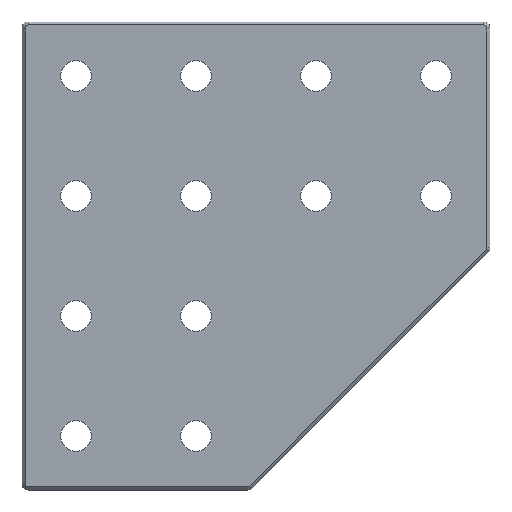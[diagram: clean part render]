
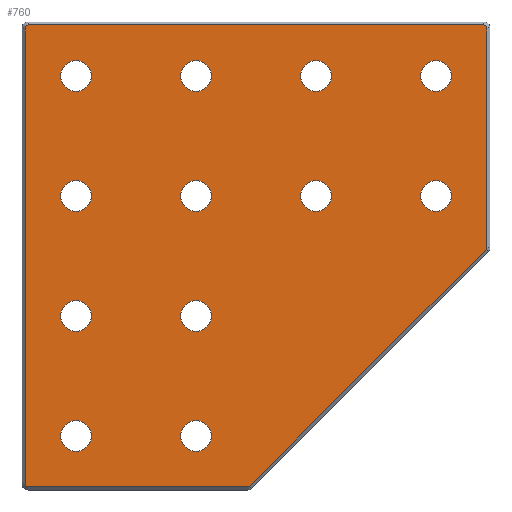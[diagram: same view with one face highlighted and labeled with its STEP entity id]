
A CAD part, top view. The second image highlights one B-rep face of the part: STEP entity #760.
In plain terms, the highlighted planar face has unit normal (0, 0, 1).
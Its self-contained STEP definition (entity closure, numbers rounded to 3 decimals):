
#15=FACE_BOUND('',#170,.T.);
#16=FACE_BOUND('',#171,.T.);
#17=FACE_BOUND('',#172,.T.);
#18=FACE_BOUND('',#173,.T.);
#19=FACE_BOUND('',#174,.T.);
#20=FACE_BOUND('',#175,.T.);
#21=FACE_BOUND('',#176,.T.);
#22=FACE_BOUND('',#177,.T.);
#23=FACE_BOUND('',#178,.T.);
#24=FACE_BOUND('',#179,.T.);
#25=FACE_BOUND('',#180,.T.);
#26=FACE_BOUND('',#181,.T.);
#57=CIRCLE('',#806,0.5);
#59=CIRCLE('',#810,0.5);
#61=CIRCLE('',#814,0.5);
#63=CIRCLE('',#818,0.5);
#65=CIRCLE('',#822,0.5);
#68=CIRCLE('',#831,2.55);
#69=CIRCLE('',#832,2.55);
#70=CIRCLE('',#833,2.55);
#71=CIRCLE('',#834,2.55);
#72=CIRCLE('',#835,2.55);
#73=CIRCLE('',#836,2.55);
#74=CIRCLE('',#837,2.55);
#75=CIRCLE('',#838,2.55);
#76=CIRCLE('',#839,2.55);
#77=CIRCLE('',#840,2.55);
#78=CIRCLE('',#841,2.55);
#79=CIRCLE('',#842,2.55);
#125=FACE_OUTER_BOUND('',#169,.T.);
#169=EDGE_LOOP('',(#576,#577,#578,#579,#580,#581,#582,#583,#584,#585));
#170=EDGE_LOOP('',(#586));
#171=EDGE_LOOP('',(#587));
#172=EDGE_LOOP('',(#588));
#173=EDGE_LOOP('',(#589));
#174=EDGE_LOOP('',(#590));
#175=EDGE_LOOP('',(#591));
#176=EDGE_LOOP('',(#592));
#177=EDGE_LOOP('',(#593));
#178=EDGE_LOOP('',(#594));
#179=EDGE_LOOP('',(#595));
#180=EDGE_LOOP('',(#596));
#181=EDGE_LOOP('',(#597));
#223=LINE('',#1137,#285);
#228=LINE('',#1151,#290);
#232=LINE('',#1163,#294);
#236=LINE('',#1175,#298);
#240=LINE('',#1187,#302);
#285=VECTOR('',#896,10.);
#290=VECTOR('',#909,10.);
#294=VECTOR('',#921,10.);
#298=VECTOR('',#933,10.);
#302=VECTOR('',#945,10.);
#347=VERTEX_POINT('',#1134);
#348=VERTEX_POINT('',#1136);
#351=VERTEX_POINT('',#1144);
#353=VERTEX_POINT('',#1149);
#355=VERTEX_POINT('',#1156);
#357=VERTEX_POINT('',#1161);
#359=VERTEX_POINT('',#1168);
#361=VERTEX_POINT('',#1173);
#363=VERTEX_POINT('',#1180);
#365=VERTEX_POINT('',#1185);
#372=VERTEX_POINT('',#1215);
#373=VERTEX_POINT('',#1217);
#374=VERTEX_POINT('',#1219);
#375=VERTEX_POINT('',#1221);
#376=VERTEX_POINT('',#1223);
#377=VERTEX_POINT('',#1225);
#378=VERTEX_POINT('',#1227);
#379=VERTEX_POINT('',#1229);
#380=VERTEX_POINT('',#1231);
#381=VERTEX_POINT('',#1233);
#382=VERTEX_POINT('',#1235);
#383=VERTEX_POINT('',#1237);
#411=EDGE_CURVE('',#347,#348,#223,.T.);
#416=EDGE_CURVE('',#351,#347,#57,.T.);
#418=EDGE_CURVE('',#353,#351,#228,.T.);
#422=EDGE_CURVE('',#355,#353,#59,.T.);
#424=EDGE_CURVE('',#357,#355,#232,.T.);
#428=EDGE_CURVE('',#359,#357,#61,.T.);
#430=EDGE_CURVE('',#361,#359,#236,.T.);
#434=EDGE_CURVE('',#363,#361,#63,.T.);
#436=EDGE_CURVE('',#365,#363,#240,.T.);
#439=EDGE_CURVE('',#348,#365,#65,.T.);
#451=EDGE_CURVE('',#372,#372,#68,.T.);
#452=EDGE_CURVE('',#373,#373,#69,.T.);
#453=EDGE_CURVE('',#374,#374,#70,.T.);
#454=EDGE_CURVE('',#375,#375,#71,.T.);
#455=EDGE_CURVE('',#376,#376,#72,.T.);
#456=EDGE_CURVE('',#377,#377,#73,.T.);
#457=EDGE_CURVE('',#378,#378,#74,.T.);
#458=EDGE_CURVE('',#379,#379,#75,.T.);
#459=EDGE_CURVE('',#380,#380,#76,.T.);
#460=EDGE_CURVE('',#381,#381,#77,.T.);
#461=EDGE_CURVE('',#382,#382,#78,.T.);
#462=EDGE_CURVE('',#383,#383,#79,.T.);
#576=ORIENTED_EDGE('',*,*,#411,.F.);
#577=ORIENTED_EDGE('',*,*,#416,.F.);
#578=ORIENTED_EDGE('',*,*,#418,.F.);
#579=ORIENTED_EDGE('',*,*,#422,.F.);
#580=ORIENTED_EDGE('',*,*,#424,.F.);
#581=ORIENTED_EDGE('',*,*,#428,.F.);
#582=ORIENTED_EDGE('',*,*,#430,.F.);
#583=ORIENTED_EDGE('',*,*,#434,.F.);
#584=ORIENTED_EDGE('',*,*,#436,.F.);
#585=ORIENTED_EDGE('',*,*,#439,.F.);
#586=ORIENTED_EDGE('',*,*,#451,.T.);
#587=ORIENTED_EDGE('',*,*,#452,.T.);
#588=ORIENTED_EDGE('',*,*,#453,.T.);
#589=ORIENTED_EDGE('',*,*,#454,.T.);
#590=ORIENTED_EDGE('',*,*,#455,.T.);
#591=ORIENTED_EDGE('',*,*,#456,.T.);
#592=ORIENTED_EDGE('',*,*,#457,.T.);
#593=ORIENTED_EDGE('',*,*,#458,.T.);
#594=ORIENTED_EDGE('',*,*,#459,.T.);
#595=ORIENTED_EDGE('',*,*,#460,.T.);
#596=ORIENTED_EDGE('',*,*,#461,.T.);
#597=ORIENTED_EDGE('',*,*,#462,.T.);
#736=PLANE('',#830);
#760=ADVANCED_FACE('',(#125,#15,#16,#17,#18,#19,#20,#21,#22,#23,#24,#25,
#26),#736,.T.);
#806=AXIS2_PLACEMENT_3D('',#1146,#904,#905);
#810=AXIS2_PLACEMENT_3D('',#1158,#916,#917);
#814=AXIS2_PLACEMENT_3D('',#1170,#928,#929);
#818=AXIS2_PLACEMENT_3D('',#1182,#940,#941);
#822=AXIS2_PLACEMENT_3D('',#1191,#951,#952);
#830=AXIS2_PLACEMENT_3D('',#1214,#976,#977);
#831=AXIS2_PLACEMENT_3D('',#1216,#978,#979);
#832=AXIS2_PLACEMENT_3D('',#1218,#980,#981);
#833=AXIS2_PLACEMENT_3D('',#1220,#982,#983);
#834=AXIS2_PLACEMENT_3D('',#1222,#984,#985);
#835=AXIS2_PLACEMENT_3D('',#1224,#986,#987);
#836=AXIS2_PLACEMENT_3D('',#1226,#988,#989);
#837=AXIS2_PLACEMENT_3D('',#1228,#990,#991);
#838=AXIS2_PLACEMENT_3D('',#1230,#992,#993);
#839=AXIS2_PLACEMENT_3D('',#1232,#994,#995);
#840=AXIS2_PLACEMENT_3D('',#1234,#996,#997);
#841=AXIS2_PLACEMENT_3D('',#1236,#998,#999);
#842=AXIS2_PLACEMENT_3D('',#1238,#1000,#1001);
#896=DIRECTION('',(0.,1.,0.));
#904=DIRECTION('center_axis',(0.,0.,-1.));
#905=DIRECTION('ref_axis',(-0.707,-0.707,0.));
#909=DIRECTION('',(-1.,0.,0.));
#916=DIRECTION('center_axis',(0.,0.,-1.));
#917=DIRECTION('ref_axis',(0.383,-0.924,0.));
#921=DIRECTION('',(-0.707,-0.707,0.));
#928=DIRECTION('center_axis',(0.,0.,-1.));
#929=DIRECTION('ref_axis',(0.924,-0.383,0.));
#933=DIRECTION('',(0.,-1.,0.));
#940=DIRECTION('center_axis',(0.,0.,-1.));
#941=DIRECTION('ref_axis',(0.707,0.707,0.));
#945=DIRECTION('',(1.,0.,0.));
#951=DIRECTION('center_axis',(0.,0.,-1.));
#952=DIRECTION('ref_axis',(-0.707,0.707,0.));
#976=DIRECTION('center_axis',(0.,0.,1.));
#977=DIRECTION('ref_axis',(1.,0.,0.));
#978=DIRECTION('center_axis',(0.,0.,-1.));
#979=DIRECTION('ref_axis',(1.,0.,0.));
#980=DIRECTION('center_axis',(0.,0.,-1.));
#981=DIRECTION('ref_axis',(1.,0.,0.));
#982=DIRECTION('center_axis',(0.,0.,-1.));
#983=DIRECTION('ref_axis',(1.,0.,0.));
#984=DIRECTION('center_axis',(0.,0.,-1.));
#985=DIRECTION('ref_axis',(1.,0.,0.));
#986=DIRECTION('center_axis',(0.,0.,-1.));
#987=DIRECTION('ref_axis',(1.,0.,0.));
#988=DIRECTION('center_axis',(0.,0.,-1.));
#989=DIRECTION('ref_axis',(1.,0.,0.));
#990=DIRECTION('center_axis',(0.,0.,-1.));
#991=DIRECTION('ref_axis',(1.,0.,0.));
#992=DIRECTION('center_axis',(0.,0.,-1.));
#993=DIRECTION('ref_axis',(1.,0.,0.));
#994=DIRECTION('center_axis',(0.,0.,-1.));
#995=DIRECTION('ref_axis',(1.,0.,0.));
#996=DIRECTION('center_axis',(0.,0.,-1.));
#997=DIRECTION('ref_axis',(1.,0.,0.));
#998=DIRECTION('center_axis',(0.,0.,-1.));
#999=DIRECTION('ref_axis',(1.,0.,0.));
#1000=DIRECTION('center_axis',(0.,0.,-1.));
#1001=DIRECTION('ref_axis',(1.,0.,0.));
#1134=CARTESIAN_POINT('',(0.5,-77.,3.));
#1136=CARTESIAN_POINT('',(0.5,-1.,3.));
#1137=CARTESIAN_POINT('',(0.5,-19.5,3.));
#1144=CARTESIAN_POINT('',(1.,-77.5,3.));
#1146=CARTESIAN_POINT('Origin',(1.,-77.,3.));
#1149=CARTESIAN_POINT('',(37.586,-77.5,3.));
#1151=CARTESIAN_POINT('',(19.5,-77.5,3.));
#1156=CARTESIAN_POINT('',(37.939,-77.354,3.));
#1158=CARTESIAN_POINT('Origin',(37.586,-77.,3.));
#1161=CARTESIAN_POINT('',(77.354,-37.939,3.));
#1163=CARTESIAN_POINT('',(47.646,-67.646,3.));
#1168=CARTESIAN_POINT('',(77.5,-37.586,3.));
#1170=CARTESIAN_POINT('Origin',(77.,-37.586,3.));
#1173=CARTESIAN_POINT('',(77.5,-1.,3.));
#1175=CARTESIAN_POINT('',(77.5,-38.5,3.));
#1180=CARTESIAN_POINT('',(77.,-0.5,3.));
#1182=CARTESIAN_POINT('Origin',(77.,-1.,3.));
#1185=CARTESIAN_POINT('',(1.,-0.5,3.));
#1187=CARTESIAN_POINT('',(58.5,-0.5,3.));
#1191=CARTESIAN_POINT('Origin',(1.,-1.,3.));
#1214=CARTESIAN_POINT('Origin',(39.,-39.,3.));
#1215=CARTESIAN_POINT('',(26.45,-69.,3.));
#1216=CARTESIAN_POINT('Origin',(29.,-69.,3.));
#1217=CARTESIAN_POINT('',(26.45,-49.,3.));
#1218=CARTESIAN_POINT('Origin',(29.,-49.,3.));
#1219=CARTESIAN_POINT('',(66.45,-29.,3.));
#1220=CARTESIAN_POINT('Origin',(69.,-29.,3.));
#1221=CARTESIAN_POINT('',(26.45,-29.,3.));
#1222=CARTESIAN_POINT('Origin',(29.,-29.,3.));
#1223=CARTESIAN_POINT('',(46.45,-9.,3.));
#1224=CARTESIAN_POINT('Origin',(49.,-9.,3.));
#1225=CARTESIAN_POINT('',(26.45,-9.,3.));
#1226=CARTESIAN_POINT('Origin',(29.,-9.,3.));
#1227=CARTESIAN_POINT('',(6.45,-9.,3.));
#1228=CARTESIAN_POINT('Origin',(9.,-9.,3.));
#1229=CARTESIAN_POINT('',(6.45,-29.,3.));
#1230=CARTESIAN_POINT('Origin',(9.,-29.,3.));
#1231=CARTESIAN_POINT('',(66.45,-9.,3.));
#1232=CARTESIAN_POINT('Origin',(69.,-9.,3.));
#1233=CARTESIAN_POINT('',(46.45,-29.,3.));
#1234=CARTESIAN_POINT('Origin',(49.,-29.,3.));
#1235=CARTESIAN_POINT('',(6.45,-49.,3.));
#1236=CARTESIAN_POINT('Origin',(9.,-49.,3.));
#1237=CARTESIAN_POINT('',(6.45,-69.,3.));
#1238=CARTESIAN_POINT('Origin',(9.,-69.,3.));
